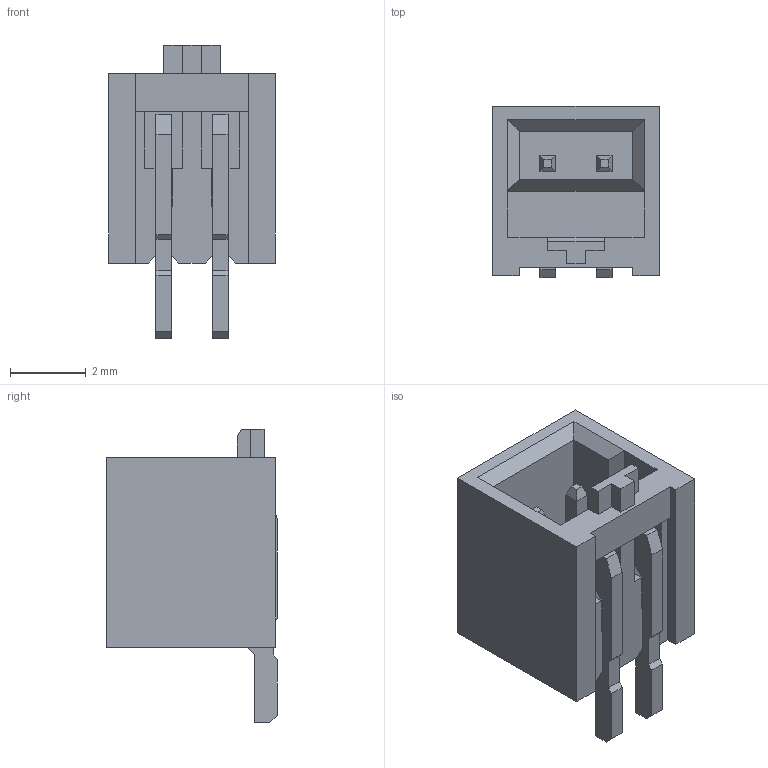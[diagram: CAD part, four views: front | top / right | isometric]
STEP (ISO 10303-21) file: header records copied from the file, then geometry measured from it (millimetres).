
FILE_DESCRIPTION (( 'STEP AP214' ), '1' );
FILE_NAME ('FWF15008-S02B24W5M-REF.STEP', '2025-06-09T07:28:08', ( '' ), ( '' ), 'SwSTEP 2.0', 'SolidWorks 2021', '' );
FILE_SCHEMA (( 'AUTOMOTIVE_DESIGN' ));
Length unit declared in the file: millimetre
Products named in the file (1): FWF15008-S02B24W5M-REF
Bounding box: 4.4 x 4.5 x 7.75 mm (x, y, z)
Volume: 58.3 mm3; surface area: 228.6 mm2
Topology: 1 solids, 1 shells, 131 faces, 364 edges, 236 vertices
Faces by surface type: plane 131
Entity records: 4120 total; most frequent: CARTESIAN_POINT 732, ORIENTED_EDGE 728, DIRECTION 628, EDGE_CURVE 364, LINE 364, VECTOR 364, VERTEX_POINT 236, EDGE_LOOP 136
